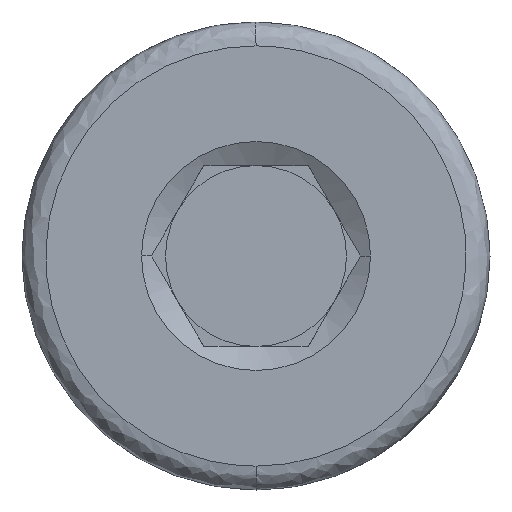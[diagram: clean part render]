
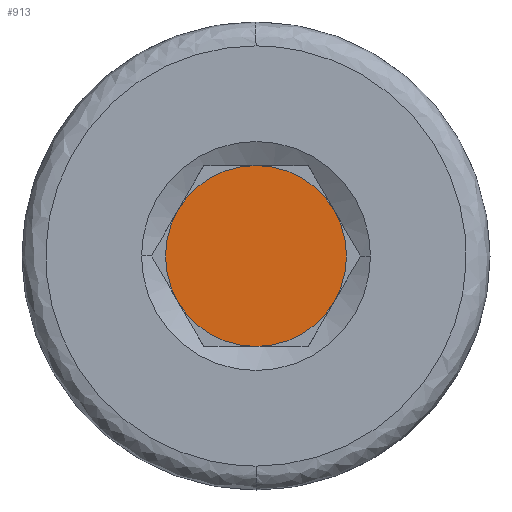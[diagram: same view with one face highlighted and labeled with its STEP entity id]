
A CAD part, front view. The second image highlights one B-rep face of the part: STEP entity #913.
In plain terms, the highlighted planar face has unit normal (0, -1, 0).
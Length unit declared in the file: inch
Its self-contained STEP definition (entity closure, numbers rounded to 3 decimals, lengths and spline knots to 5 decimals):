
#1 = DIRECTION ( 'NONE',  ( 0., 0., 1. ) ) ;
#15 = AXIS2_PLACEMENT_3D ( 'NONE', #1568, #1269, #1 ) ;
#33 = PLANE ( 'NONE',  #15 ) ;
#52 = EDGE_CURVE ( 'NONE', #1305, #164, #1675, .T. ) ;
#164 = VERTEX_POINT ( 'NONE', #1152 ) ;
#288 = ORIENTED_EDGE ( 'NONE', *, *, #52, .T. ) ;
#462 = CARTESIAN_POINT ( 'NONE',  ( 0., 0.324, 0. ) ) ;
#509 = DIRECTION ( 'NONE',  ( 0., -1., 0. ) ) ;
#775 = CARTESIAN_POINT ( 'NONE',  ( 0., 0.324, -0.379 ) ) ;
#820 = CARTESIAN_POINT ( 'NONE',  ( 0., 0.324, 0. ) ) ;
#866 = EDGE_CURVE ( 'NONE', #164, #1305, #962, .T. ) ;
#913 = ADVANCED_FACE ( 'NONE', ( #1397 ), #33, .F. ) ;
#962 = CIRCLE ( 'NONE', #1260, 0.379 ) ;
#1152 = CARTESIAN_POINT ( 'NONE',  ( 0., 0.324, 0.379 ) ) ;
#1260 = AXIS2_PLACEMENT_3D ( 'NONE', #462, #1702, #1581 ) ;
#1269 = DIRECTION ( 'NONE',  ( 0., 1., 0. ) ) ;
#1305 = VERTEX_POINT ( 'NONE', #775 ) ;
#1397 = FACE_OUTER_BOUND ( 'NONE', #1589, .T. ) ;
#1568 = CARTESIAN_POINT ( 'NONE',  ( 0., 0.324, 0. ) ) ;
#1574 = AXIS2_PLACEMENT_3D ( 'NONE', #820, #509, #1758 ) ;
#1581 = DIRECTION ( 'NONE',  ( 0., 0., -1. ) ) ;
#1589 = EDGE_LOOP ( 'NONE', ( #288, #1846 ) ) ;
#1675 = CIRCLE ( 'NONE', #1574, 0.379 ) ;
#1702 = DIRECTION ( 'NONE',  ( 0., -1., 0. ) ) ;
#1758 = DIRECTION ( 'NONE',  ( 0., 0., -1. ) ) ;
#1846 = ORIENTED_EDGE ( 'NONE', *, *, #866, .T. ) ;
